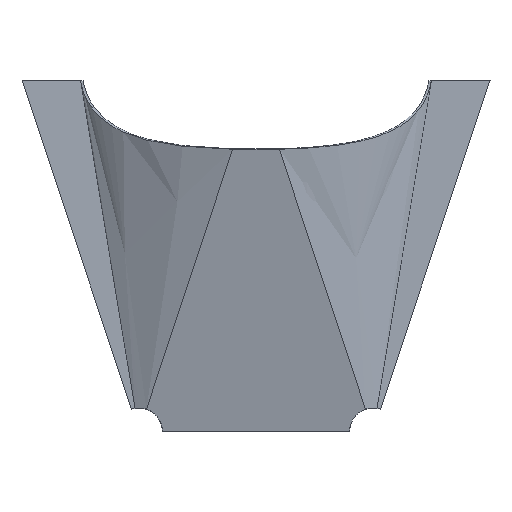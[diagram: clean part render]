
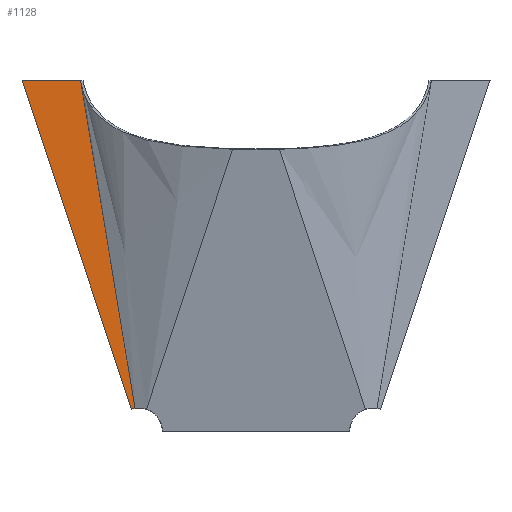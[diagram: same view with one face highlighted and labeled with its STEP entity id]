
A CAD part, top view. The second image highlights one B-rep face of the part: STEP entity #1128.
In plain terms, the highlighted planar face has unit normal (0, 0, 1).
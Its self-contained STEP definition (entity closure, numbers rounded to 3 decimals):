
#13 = EDGE_CURVE ( 'NONE', #736, #1656, #628, .T. ) ;
#27 = CARTESIAN_POINT ( 'NONE',  ( 100., -300., 200. ) ) ;
#66 = ORIENTED_EDGE ( 'NONE', *, *, #838, .T. ) ;
#72 = VERTEX_POINT ( 'NONE', #1638 ) ;
#110 = CARTESIAN_POINT ( 'NONE',  ( 0., 0., 200. ) ) ;
#132 = EDGE_CURVE ( 'NONE', #736, #72, #2197, .T. ) ;
#161 = DIRECTION ( 'NONE',  ( -1., 0., 0. ) ) ;
#189 = CARTESIAN_POINT ( 'NONE',  ( 59.732, -58.39, 200. ) ) ;
#288 = CARTESIAN_POINT ( 'NONE',  ( 0., 0., 200. ) ) ;
#294 = DIRECTION ( 'NONE',  ( -1., 0., 0. ) ) ;
#324 = EDGE_CURVE ( 'NONE', #1656, #1052, #1428, .T. ) ;
#342 = CARTESIAN_POINT ( 'NONE',  ( 0., 0., 200. ) ) ;
#371 = CARTESIAN_POINT ( 'NONE',  ( 51.946, -11.678, 200. ) ) ;
#381 = CARTESIAN_POINT ( 'NONE',  ( 69.463, -116.78, 200. ) ) ;
#564 = CARTESIAN_POINT ( 'NONE',  ( 88.926, -233.56, 200.001 ) ) ;
#628 = LINE ( 'NONE', #342, #2430 ) ;
#736 = VERTEX_POINT ( 'NONE', #1273 ) ;
#838 = EDGE_CURVE ( 'NONE', #1052, #72, #2009, .T. ) ;
#940 = CARTESIAN_POINT ( 'NONE',  ( 100., -300., 200. ) ) ;
#958 = ORIENTED_EDGE ( 'NONE', *, *, #324, .T. ) ;
#1046 = PLANE ( 'NONE',  #1281 ) ;
#1052 = VERTEX_POINT ( 'NONE', #1920 ) ;
#1075 = AXIS2_PLACEMENT_3D ( 'NONE', #940, #2255, #1135 ) ;
#1080 = CARTESIAN_POINT ( 'NONE',  ( 49.999, 0., 200. ) ) ;
#1126 = CARTESIAN_POINT ( 'NONE',  ( 53.892, -23.356, 200.001 ) ) ;
#1128 = ADVANCED_FACE ( 'NONE', ( #1902 ), #1046, .F. ) ;
#1135 = DIRECTION ( 'NONE',  ( -1., 0., 0. ) ) ;
#1273 = CARTESIAN_POINT ( 'NONE',  ( 49.999, 0., 200. ) ) ;
#1281 = AXIS2_PLACEMENT_3D ( 'NONE', #110, #1415, #294 ) ;
#1312 = CARTESIAN_POINT ( 'NONE',  ( 57.786, -46.712, 200. ) ) ;
#1314 = EDGE_LOOP ( 'NONE', ( #1403, #958, #66, #2402 ) ) ;
#1403 = ORIENTED_EDGE ( 'NONE', *, *, #13, .T. ) ;
#1415 = DIRECTION ( 'NONE',  ( 0., 0., -1. ) ) ;
#1428 = LINE ( 'NONE', #27, #2371 ) ;
#1497 = CARTESIAN_POINT ( 'NONE',  ( 65.571, -93.424, 200. ) ) ;
#1638 = CARTESIAN_POINT ( 'NONE',  ( 96.712, -280.272, 200. ) ) ;
#1656 = VERTEX_POINT ( 'NONE', #288 ) ;
#1686 = CARTESIAN_POINT ( 'NONE',  ( 81.141, -186.848, 200. ) ) ;
#1872 = CARTESIAN_POINT ( 'NONE',  ( 96.712, -280.272, 200. ) ) ;
#1902 = FACE_OUTER_BOUND ( 'NONE', #1314, .T. ) ;
#1920 = CARTESIAN_POINT ( 'NONE',  ( 93.675, -281.026, 200. ) ) ;
#2009 = CIRCLE ( 'NONE', #1075, 20. ) ;
#2016 = CARTESIAN_POINT ( 'NONE',  ( 50.974, -5.839, 199.998 ) ) ;
#2197 = B_SPLINE_CURVE_WITH_KNOTS ( 'NONE', 3,
 ( #1080, #2016, #371, #1126, #2446, #1312, #189, #1497, #381, #1686, #564, #1872 ),
 .UNSPECIFIED., .F., .F.,
 ( 4, 2, 2, 2, 2, 4 ),
 ( 0., 0.058, 0.117, 0.234, 0.467, 0.934 ),
 .UNSPECIFIED. ) ;
#2255 = DIRECTION ( 'NONE',  ( 0., 0., -1. ) ) ;
#2285 = DIRECTION ( 'NONE',  ( 0.316, -0.949, 0. ) ) ;
#2371 = VECTOR ( 'NONE', #2285, 1000. ) ;
#2402 = ORIENTED_EDGE ( 'NONE', *, *, #132, .F. ) ;
#2430 = VECTOR ( 'NONE', #161, 1000. ) ;
#2446 = CARTESIAN_POINT ( 'NONE',  ( 54.866, -29.195, 200. ) ) ;
